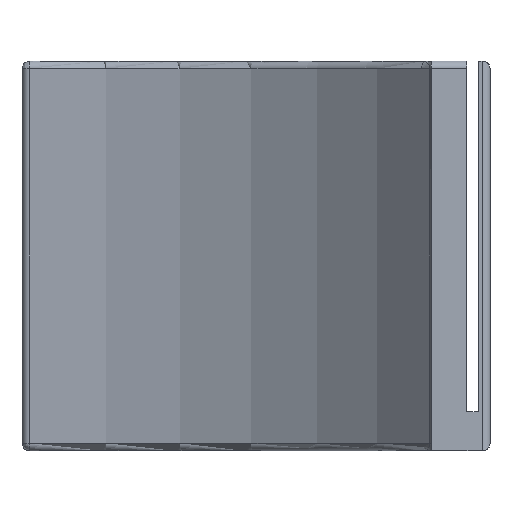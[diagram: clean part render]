
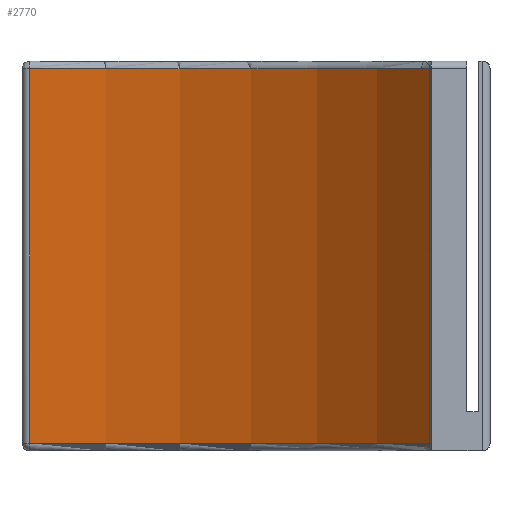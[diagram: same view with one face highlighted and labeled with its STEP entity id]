
A CAD part, left-side view. The second image highlights one B-rep face of the part: STEP entity #2770.
In plain terms, the highlighted cylindrical face has radius 67.625 mm (diameter 135.25 mm), a partial arc.
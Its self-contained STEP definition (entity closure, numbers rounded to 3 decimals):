
#45 = TOROIDAL_SURFACE('',#46,68.625,1.);
#46 = AXIS2_PLACEMENT_3D('',#47,#48,#49);
#47 = CARTESIAN_POINT('',(-72.625,57.,49.));
#48 = DIRECTION('',(0.,0.,1.));
#49 = DIRECTION('',(0.63,-0.776,0.));
#942 = VERTEX_POINT('',#943);
#943 = CARTESIAN_POINT('',(-5.007,56.015,49.));
#1046 = EDGE_CURVE('',#1047,#942,#1049,.T.);
#1047 = VERTEX_POINT('',#1048);
#1048 = CARTESIAN_POINT('',(-29.722,4.727,49.));
#1049 = SURFACE_CURVE('',#1050,(#1055,#1062),.PCURVE_S1.);
#1050 = CIRCLE('',#1051,67.625);
#1051 = AXIS2_PLACEMENT_3D('',#1052,#1053,#1054);
#1052 = CARTESIAN_POINT('',(-72.625,57.,49.));
#1053 = DIRECTION('',(-0.,0.,1.));
#1054 = DIRECTION('',(0.63,-0.776,0.));
#1055 = PCURVE('',#45,#1056);
#1056 = DEFINITIONAL_REPRESENTATION('',(#1057),#1061);
#1057 = LINE('',#1058,#1059);
#1058 = CARTESIAN_POINT('',(0.,3.142));
#1059 = VECTOR('',#1060,1.);
#1060 = DIRECTION('',(1.,0.));
#1061 = ( GEOMETRIC_REPRESENTATION_CONTEXT(2) 
PARAMETRIC_REPRESENTATION_CONTEXT() REPRESENTATION_CONTEXT('2D SPACE',''
  ) );
#1062 = PCURVE('',#1063,#1068);
#1063 = CYLINDRICAL_SURFACE('',#1064,67.625);
#1064 = AXIS2_PLACEMENT_3D('',#1065,#1066,#1067);
#1065 = CARTESIAN_POINT('',(-72.625,57.,0.));
#1066 = DIRECTION('',(-0.,-0.,-1.));
#1067 = DIRECTION('',(1.,0.,0.));
#1068 = DEFINITIONAL_REPRESENTATION('',(#1069),#1073);
#1069 = LINE('',#1070,#1071);
#1070 = CARTESIAN_POINT('',(-5.394,-49.));
#1071 = VECTOR('',#1072,1.);
#1072 = DIRECTION('',(-1.,0.));
#1073 = ( GEOMETRIC_REPRESENTATION_CONTEXT(2) 
PARAMETRIC_REPRESENTATION_CONTEXT() REPRESENTATION_CONTEXT('2D SPACE',''
  ) );
#1183 = CYLINDRICAL_SURFACE('',#1184,1.);
#1184 = AXIS2_PLACEMENT_3D('',#1185,#1186,#1187);
#1185 = CARTESIAN_POINT('',(-30.356,5.5,1.));
#1186 = DIRECTION('',(0.,0.,1.));
#1187 = DIRECTION('',(0.,-1.,0.));
#2757 = CYLINDRICAL_SURFACE('',#2758,1.);
#2758 = AXIS2_PLACEMENT_3D('',#2759,#2760,#2761);
#2759 = CARTESIAN_POINT('',(-4.007,56.,1.));
#2760 = DIRECTION('',(0.,0.,1.));
#2761 = DIRECTION('',(0.,1.,0.));
#2770 = ADVANCED_FACE('',(#2771),#1063,.F.);
#2771 = FACE_BOUND('',#2772,.T.);
#2772 = EDGE_LOOP('',(#2773,#2804,#2825,#2826));
#2773 = ORIENTED_EDGE('',*,*,#2774,.F.);
#2774 = EDGE_CURVE('',#2775,#2777,#2779,.T.);
#2775 = VERTEX_POINT('',#2776);
#2776 = CARTESIAN_POINT('',(-29.722,4.727,1.));
#2777 = VERTEX_POINT('',#2778);
#2778 = CARTESIAN_POINT('',(-5.007,56.015,1.));
#2779 = SURFACE_CURVE('',#2780,(#2785,#2792),.PCURVE_S1.);
#2780 = CIRCLE('',#2781,67.625);
#2781 = AXIS2_PLACEMENT_3D('',#2782,#2783,#2784);
#2782 = CARTESIAN_POINT('',(-72.625,57.,1.));
#2783 = DIRECTION('',(-0.,0.,1.));
#2784 = DIRECTION('',(0.63,-0.776,0.));
#2785 = PCURVE('',#1063,#2786);
#2786 = DEFINITIONAL_REPRESENTATION('',(#2787),#2791);
#2787 = LINE('',#2788,#2789);
#2788 = CARTESIAN_POINT('',(-5.394,-1.));
#2789 = VECTOR('',#2790,1.);
#2790 = DIRECTION('',(-1.,0.));
#2791 = ( GEOMETRIC_REPRESENTATION_CONTEXT(2) 
PARAMETRIC_REPRESENTATION_CONTEXT() REPRESENTATION_CONTEXT('2D SPACE',''
  ) );
#2792 = PCURVE('',#2793,#2798);
#2793 = TOROIDAL_SURFACE('',#2794,68.625,1.);
#2794 = AXIS2_PLACEMENT_3D('',#2795,#2796,#2797);
#2795 = CARTESIAN_POINT('',(-72.625,57.,1.));
#2796 = DIRECTION('',(0.,0.,1.));
#2797 = DIRECTION('',(0.63,-0.776,0.));
#2798 = DEFINITIONAL_REPRESENTATION('',(#2799),#2803);
#2799 = LINE('',#2800,#2801);
#2800 = CARTESIAN_POINT('',(0.,3.142));
#2801 = VECTOR('',#2802,1.);
#2802 = DIRECTION('',(1.,0.));
#2803 = ( GEOMETRIC_REPRESENTATION_CONTEXT(2) 
PARAMETRIC_REPRESENTATION_CONTEXT() REPRESENTATION_CONTEXT('2D SPACE',''
  ) );
#2804 = ORIENTED_EDGE('',*,*,#2805,.T.);
#2805 = EDGE_CURVE('',#2775,#1047,#2806,.T.);
#2806 = SURFACE_CURVE('',#2807,(#2811,#2818),.PCURVE_S1.);
#2807 = LINE('',#2808,#2809);
#2808 = CARTESIAN_POINT('',(-29.722,4.727,1.));
#2809 = VECTOR('',#2810,1.);
#2810 = DIRECTION('',(0.,0.,1.));
#2811 = PCURVE('',#1063,#2812);
#2812 = DEFINITIONAL_REPRESENTATION('',(#2813),#2817);
#2813 = LINE('',#2814,#2815);
#2814 = CARTESIAN_POINT('',(-5.4,-1.));
#2815 = VECTOR('',#2816,1.);
#2816 = DIRECTION('',(-0.,-1.));
#2817 = ( GEOMETRIC_REPRESENTATION_CONTEXT(2) 
PARAMETRIC_REPRESENTATION_CONTEXT() REPRESENTATION_CONTEXT('2D SPACE',''
  ) );
#2818 = PCURVE('',#1183,#2819);
#2819 = DEFINITIONAL_REPRESENTATION('',(#2820),#2824);
#2820 = LINE('',#2821,#2822);
#2821 = CARTESIAN_POINT('',(0.687,0.));
#2822 = VECTOR('',#2823,1.);
#2823 = DIRECTION('',(0.,1.));
#2824 = ( GEOMETRIC_REPRESENTATION_CONTEXT(2) 
PARAMETRIC_REPRESENTATION_CONTEXT() REPRESENTATION_CONTEXT('2D SPACE',''
  ) );
#2825 = ORIENTED_EDGE('',*,*,#1046,.T.);
#2826 = ORIENTED_EDGE('',*,*,#2827,.F.);
#2827 = EDGE_CURVE('',#2777,#942,#2828,.T.);
#2828 = SURFACE_CURVE('',#2829,(#2833,#2840),.PCURVE_S1.);
#2829 = LINE('',#2830,#2831);
#2830 = CARTESIAN_POINT('',(-5.007,56.015,1.));
#2831 = VECTOR('',#2832,1.);
#2832 = DIRECTION('',(0.,0.,1.));
#2833 = PCURVE('',#1063,#2834);
#2834 = DEFINITIONAL_REPRESENTATION('',(#2835),#2839);
#2835 = LINE('',#2836,#2837);
#2836 = CARTESIAN_POINT('',(-6.269,-1.));
#2837 = VECTOR('',#2838,1.);
#2838 = DIRECTION('',(-0.,-1.));
#2839 = ( GEOMETRIC_REPRESENTATION_CONTEXT(2) 
PARAMETRIC_REPRESENTATION_CONTEXT() REPRESENTATION_CONTEXT('2D SPACE',''
  ) );
#2840 = PCURVE('',#2757,#2841);
#2841 = DEFINITIONAL_REPRESENTATION('',(#2842),#2846);
#2842 = LINE('',#2843,#2844);
#2843 = CARTESIAN_POINT('',(1.556,0.));
#2844 = VECTOR('',#2845,1.);
#2845 = DIRECTION('',(0.,1.));
#2846 = ( GEOMETRIC_REPRESENTATION_CONTEXT(2) 
PARAMETRIC_REPRESENTATION_CONTEXT() REPRESENTATION_CONTEXT('2D SPACE',''
  ) );
